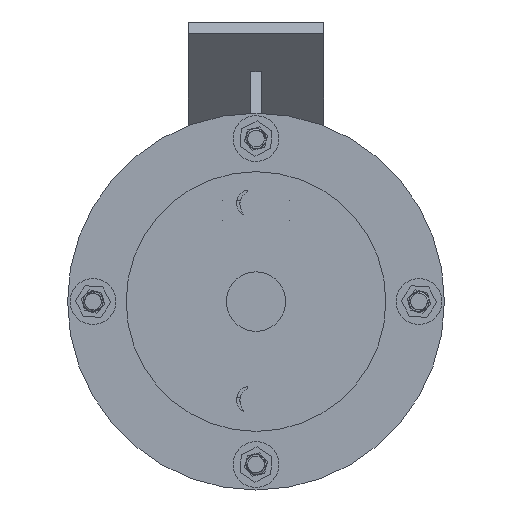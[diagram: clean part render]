
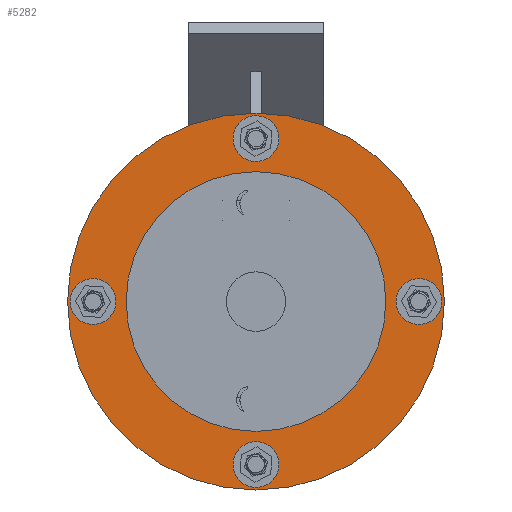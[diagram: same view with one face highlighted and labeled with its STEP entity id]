
A CAD part, front view. The second image highlights one B-rep face of the part: STEP entity #5282.
In plain terms, the highlighted planar face has unit normal (0, -1, 0).
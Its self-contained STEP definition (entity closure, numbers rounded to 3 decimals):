
#1300=FACE_BOUND('',#1736,.T.);
#1301=FACE_BOUND('',#1737,.T.);
#1302=FACE_BOUND('',#1738,.T.);
#1303=FACE_BOUND('',#1739,.T.);
#1304=FACE_BOUND('',#1740,.T.);
#1373=FACE_OUTER_BOUND('',#1735,.T.);
#1735=EDGE_LOOP('',(#3676));
#1736=EDGE_LOOP('',(#3677));
#1737=EDGE_LOOP('',(#3678));
#1738=EDGE_LOOP('',(#3679));
#1739=EDGE_LOOP('',(#3680));
#1740=EDGE_LOOP('',(#3681));
#2091=CIRCLE('',#5793,6.);
#2093=CIRCLE('',#5796,6.);
#2095=CIRCLE('',#5799,6.);
#2097=CIRCLE('',#5802,6.);
#2099=CIRCLE('',#5805,111.);
#2107=CIRCLE('',#5822,76.5);
#2293=VERTEX_POINT('',#7902);
#2295=VERTEX_POINT('',#7908);
#2297=VERTEX_POINT('',#7914);
#2299=VERTEX_POINT('',#7920);
#2301=VERTEX_POINT('',#7926);
#2309=VERTEX_POINT('',#7955);
#2823=EDGE_CURVE('',#2293,#2293,#2091,.T.);
#2826=EDGE_CURVE('',#2295,#2295,#2093,.T.);
#2829=EDGE_CURVE('',#2297,#2297,#2095,.T.);
#2832=EDGE_CURVE('',#2299,#2299,#2097,.T.);
#2835=EDGE_CURVE('',#2301,#2301,#2099,.T.);
#2846=EDGE_CURVE('',#2309,#2309,#2107,.T.);
#3676=ORIENTED_EDGE('',*,*,#2835,.F.);
#3677=ORIENTED_EDGE('',*,*,#2823,.T.);
#3678=ORIENTED_EDGE('',*,*,#2826,.T.);
#3679=ORIENTED_EDGE('',*,*,#2829,.T.);
#3680=ORIENTED_EDGE('',*,*,#2832,.T.);
#3681=ORIENTED_EDGE('',*,*,#2846,.T.);
#5070=PLANE('',#5823);
#5282=ADVANCED_FACE('',(#1373,#1300,#1301,#1302,#1303,#1304),#5070,.T.);
#5793=AXIS2_PLACEMENT_3D('',#7904,#6420,#6421);
#5796=AXIS2_PLACEMENT_3D('',#7910,#6427,#6428);
#5799=AXIS2_PLACEMENT_3D('',#7916,#6434,#6435);
#5802=AXIS2_PLACEMENT_3D('',#7922,#6441,#6442);
#5805=AXIS2_PLACEMENT_3D('',#7928,#6448,#6449);
#5822=AXIS2_PLACEMENT_3D('',#7956,#6485,#6486);
#5823=AXIS2_PLACEMENT_3D('',#7958,#6488,#6489);
#6420=DIRECTION('center_axis',(0.,1.,0.));
#6421=DIRECTION('ref_axis',(-1.,0.,0.));
#6427=DIRECTION('center_axis',(0.,1.,0.));
#6428=DIRECTION('ref_axis',(-1.,0.,0.));
#6434=DIRECTION('center_axis',(0.,1.,0.));
#6435=DIRECTION('ref_axis',(-1.,0.,0.));
#6441=DIRECTION('center_axis',(0.,1.,0.));
#6442=DIRECTION('ref_axis',(-1.,0.,0.));
#6448=DIRECTION('center_axis',(0.,1.,0.));
#6449=DIRECTION('ref_axis',(1.,0.,0.));
#6485=DIRECTION('center_axis',(0.,1.,0.));
#6486=DIRECTION('ref_axis',(1.,0.,0.));
#6488=DIRECTION('center_axis',(0.,-1.,0.));
#6489=DIRECTION('ref_axis',(0.,0.,-1.));
#7902=CARTESIAN_POINT('',(102.,-582.,349.));
#7904=CARTESIAN_POINT('Origin',(96.,-582.,349.));
#7908=CARTESIAN_POINT('',(6.,-582.,253.));
#7910=CARTESIAN_POINT('Origin',(0.,-582.,253.));
#7914=CARTESIAN_POINT('',(6.,-582.,445.));
#7916=CARTESIAN_POINT('Origin',(0.,-582.,445.));
#7920=CARTESIAN_POINT('',(-90.,-582.,349.));
#7922=CARTESIAN_POINT('Origin',(-96.,-582.,349.));
#7926=CARTESIAN_POINT('',(0.,-582.,238.));
#7928=CARTESIAN_POINT('Origin',(0.,-582.,349.));
#7955=CARTESIAN_POINT('',(0.,-582.,272.5));
#7956=CARTESIAN_POINT('Origin',(0.,-582.,349.));
#7958=CARTESIAN_POINT('Origin',(0.,-582.,460.));
